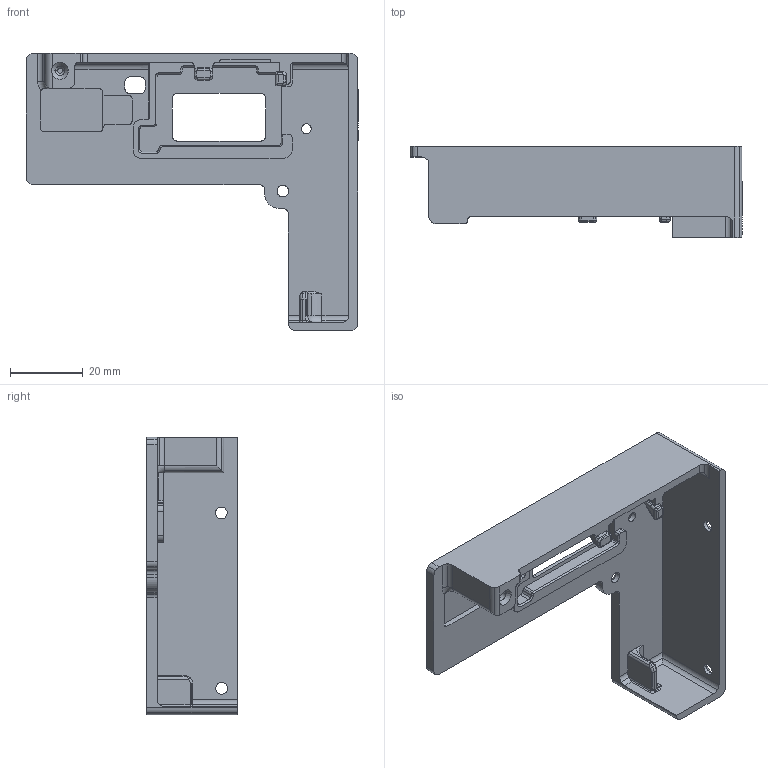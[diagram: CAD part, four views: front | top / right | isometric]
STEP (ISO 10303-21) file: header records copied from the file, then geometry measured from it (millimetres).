
FILE_DESCRIPTION(('STEP AP214'),'1');
FILE_NAME('Cover_rev2.stp','2025-05-24T17:59:21',(' '),(' '),'Spatial InterOp 3D',' ',' ');
FILE_SCHEMA(('AUTOMOTIVE_DESIGN { 1 0 10303 214 1 1 1 1 }'));
Length unit declared in the file: metre
Products named in the file (1): Cover_rev2
Bounding box: 91 x 24.9 x 76 mm (x, y, z)
Volume: 19691.4 mm3; surface area: 16528.6 mm2
Topology: 1 solids, 1 shells, 362 faces, 982 edges, 618 vertices
Faces by surface type: cylinder 197, plane 93, cone 44, bspline 16, torus 12
Entity records: 17791 total; most frequent: CARTESIAN_POINT 8436, DIRECTION 2053, ORIENTED_EDGE 1956, EDGE_CURVE 978, AXIS2_PLACEMENT_3D 782, VERTEX_POINT 618, LINE 489, VECTOR 489
